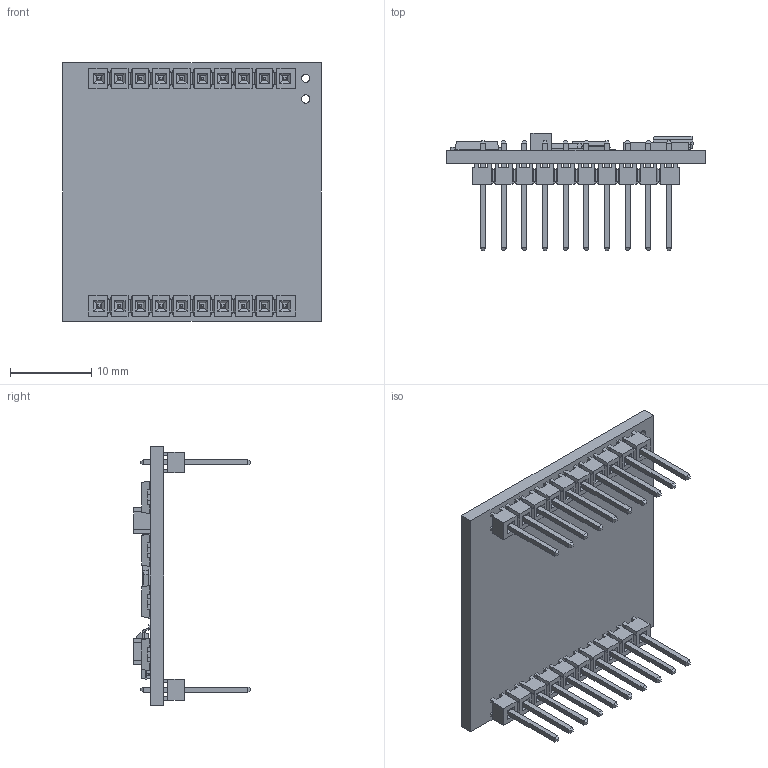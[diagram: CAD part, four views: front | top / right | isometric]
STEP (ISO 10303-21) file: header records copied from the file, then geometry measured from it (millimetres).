
FILE_DESCRIPTION (( 'STEP AP214' ), '1' );
FILE_NAME ('MMD-1x1-01000 test.STEP', '2012-05-30T23:08:09', ( 'Engineer' ), ( 'Microsoft' ), 'SwSTEP 2.0', 'SolidWorks 2009', '' );
FILE_SCHEMA (( 'AUTOMOTIVE_DESIGN' ));
Length unit declared in the file: millimetre
Products named in the file (11): MMD-1x1 PCB; 132-csBGA; SOIC 8; IC AD5405; IC TSSOP-14; Cap 1210; PowerDI-5; TSW-110-14-X-D (MMD-1x1)_J1,2; TSW-XX-D_5 Position (MMD-1x1)_J1,2; T-1S6_-08 Straight (MMD-1x1)_J1,2; MMD-1x1-01000 test
Assembly tree (24 placements, depth 3):
  MMD-1x1-01000 test
    PowerDI-5  x4
    132-csBGA
    Cap 1210  x2
    IC AD5405
    TSW-110-14-X-D (MMD-1x1)_J1,2  x2
      T-1S6_-08 Straight (MMD-1x1)_J1,2
      TSW-XX-D_5 Position (MMD-1x1)_J1,2
    SOIC 8
    IC TSSOP-14
    MMD-1x1 PCB
Bounding box: 31.75 x 14.37 x 31.75 mm (x, y, z)
Volume: 2189.7 mm3; surface area: 4405.1 mm2
Topology: 33 solids, 33 shells, 3008 faces, 7764 edges, 5020 vertices
Faces by surface type: plane 2247, cylinder 537, bspline 224
Entity records: 91701 total; most frequent: CARTESIAN_POINT 24778, ORIENTED_EDGE 11068, DIRECTION 9746, EDGE_CURVE 5534, VECTOR 4042, LINE 4042, VERTEX_POINT 3624, AXIS2_PLACEMENT_3D 2852
